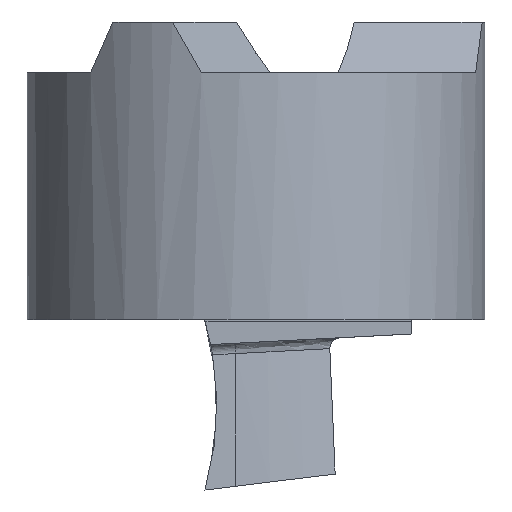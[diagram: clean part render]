
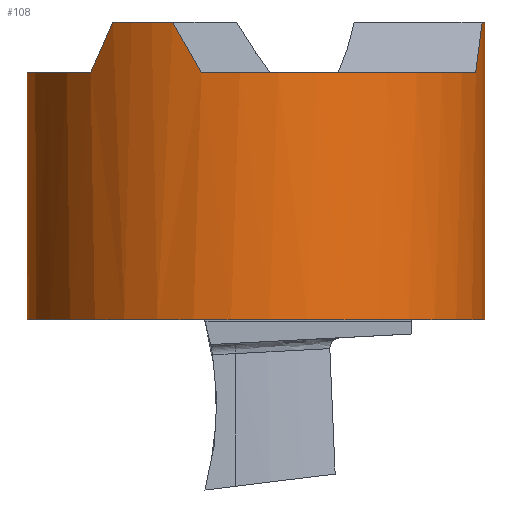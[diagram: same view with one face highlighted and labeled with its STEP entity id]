
A CAD part, left-side view. The second image highlights one B-rep face of the part: STEP entity #108.
In plain terms, the highlighted cylindrical face has radius 4.5 mm (diameter 9 mm), a partial arc.
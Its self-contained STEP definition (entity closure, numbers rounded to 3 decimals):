
#108=ADVANCED_FACE('',(#156),#135,.T.);
#135=CYLINDRICAL_SURFACE('',#879,4.5);
#156=FACE_OUTER_BOUND('',#199,.T.);
#199=EDGE_LOOP('',(#445,#446,#447,#448,#449,#450,#451,#452,#453,#454));
#259=LINE('',#1313,#324);
#260=LINE('',#1315,#325);
#324=VECTOR('',#1012,1.);
#325=VECTOR('',#1015,1.);
#445=ORIENTED_EDGE('',*,*,#716,.F.);
#446=ORIENTED_EDGE('',*,*,#709,.T.);
#447=ORIENTED_EDGE('',*,*,#715,.T.);
#448=ORIENTED_EDGE('',*,*,#671,.F.);
#449=ORIENTED_EDGE('',*,*,#682,.F.);
#450=ORIENTED_EDGE('',*,*,#702,.F.);
#451=ORIENTED_EDGE('',*,*,#691,.F.);
#452=ORIENTED_EDGE('',*,*,#676,.F.);
#453=ORIENTED_EDGE('',*,*,#694,.F.);
#454=ORIENTED_EDGE('',*,*,#704,.F.);
#594=VERTEX_POINT('',#1202);
#595=VERTEX_POINT('',#1204);
#596=VERTEX_POINT('',#1208);
#599=VERTEX_POINT('',#1213);
#604=VERTEX_POINT('',#1226);
#608=VERTEX_POINT('',#1250);
#610=VERTEX_POINT('',#1266);
#617=VERTEX_POINT('',#1292);
#620=VERTEX_POINT('',#1301);
#621=VERTEX_POINT('',#1303);
#671=EDGE_CURVE('',#594,#595,#769,.T.);
#676=EDGE_CURVE('',#599,#596,#771,.T.);
#682=EDGE_CURVE('',#604,#594,#797,.T.);
#691=EDGE_CURVE('',#596,#608,#801,.T.);
#694=EDGE_CURVE('',#610,#599,#803,.T.);
#702=EDGE_CURVE('',#608,#604,#774,.T.);
#704=EDGE_CURVE('',#617,#610,#775,.T.);
#709=EDGE_CURVE('',#621,#620,#778,.T.);
#715=EDGE_CURVE('',#620,#595,#259,.T.);
#716=EDGE_CURVE('',#621,#617,#260,.T.);
#769=CIRCLE('',#855,4.5);
#771=CIRCLE('',#858,4.5);
#774=CIRCLE('',#869,4.5);
#775=CIRCLE('',#871,4.5);
#778=CIRCLE('',#875,4.5);
#797=(
BOUNDED_CURVE()
B_SPLINE_CURVE(3,(#1227,#1228,#1229,#1230),.UNSPECIFIED.,.F.,.F.)
B_SPLINE_CURVE_WITH_KNOTS((4,4),(0.,1.),.UNSPECIFIED.)
CURVE()
GEOMETRIC_REPRESENTATION_ITEM()
RATIONAL_B_SPLINE_CURVE((1.,0.999,0.999,1.))
REPRESENTATION_ITEM('')
);
#801=(
BOUNDED_CURVE()
B_SPLINE_CURVE(3,(#1255,#1256,#1257,#1258),.UNSPECIFIED.,.F.,.F.)
B_SPLINE_CURVE_WITH_KNOTS((4,4),(0.,1.),.UNSPECIFIED.)
CURVE()
GEOMETRIC_REPRESENTATION_ITEM()
RATIONAL_B_SPLINE_CURVE((1.,0.999,0.999,1.))
REPRESENTATION_ITEM('')
);
#803=(
BOUNDED_CURVE()
B_SPLINE_CURVE(3,(#1267,#1268,#1269,#1270),.UNSPECIFIED.,.F.,.F.)
B_SPLINE_CURVE_WITH_KNOTS((4,4),(0.,1.),.UNSPECIFIED.)
CURVE()
GEOMETRIC_REPRESENTATION_ITEM()
RATIONAL_B_SPLINE_CURVE((1.,0.999,0.999,1.))
REPRESENTATION_ITEM('')
);
#855=AXIS2_PLACEMENT_3D('',#1203,#941,#942);
#858=AXIS2_PLACEMENT_3D('',#1214,#950,#951);
#869=AXIS2_PLACEMENT_3D('',#1289,#987,#988);
#871=AXIS2_PLACEMENT_3D('',#1293,#992,#993);
#875=AXIS2_PLACEMENT_3D('',#1302,#1002,#1003);
#879=AXIS2_PLACEMENT_3D('',#1316,#1016,#1017);
#941=DIRECTION('',(0.,0.,1.));
#942=DIRECTION('',(1.,0.,0.));
#950=DIRECTION('',(0.,0.,1.));
#951=DIRECTION('',(1.,0.,0.));
#987=DIRECTION('',(0.,0.,1.));
#988=DIRECTION('',(-1.,0.,0.));
#992=DIRECTION('',(0.,0.,1.));
#993=DIRECTION('',(-1.,0.,0.));
#1002=DIRECTION('',(0.,0.,1.));
#1003=DIRECTION('',(-1.,0.,0.));
#1012=DIRECTION('',(0.,0.,1.));
#1015=DIRECTION('',(0.,0.,1.));
#1016=DIRECTION('',(0.,0.,1.));
#1017=DIRECTION('',(1.,0.,0.));
#1202=CARTESIAN_POINT('',(-0.68,-4.448,1.));
#1203=CARTESIAN_POINT('',(0.,0.,1.));
#1204=CARTESIAN_POINT('',(0.,-4.5,1.));
#1208=CARTESIAN_POINT('',(-4.192,1.635,1.));
#1213=CARTESIAN_POINT('',(-3.512,2.813,1.));
#1214=CARTESIAN_POINT('',(0.,0.,1.));
#1226=CARTESIAN_POINT('',(-1.257,-4.321,0.));
#1227=CARTESIAN_POINT('',(-1.257,-4.321,0.));
#1228=CARTESIAN_POINT('',(-1.068,-4.376,0.328));
#1229=CARTESIAN_POINT('',(-0.875,-4.419,0.662));
#1230=CARTESIAN_POINT('',(-0.68,-4.448,1.));
#1250=CARTESIAN_POINT('',(-4.371,1.072,0.));
#1255=CARTESIAN_POINT('',(-4.192,1.635,1.));
#1256=CARTESIAN_POINT('',(-4.264,1.452,0.662));
#1257=CARTESIAN_POINT('',(-4.324,1.263,0.328));
#1258=CARTESIAN_POINT('',(-4.371,1.072,0.));
#1266=CARTESIAN_POINT('',(-3.113,3.249,0.));
#1267=CARTESIAN_POINT('',(-3.113,3.249,0.));
#1268=CARTESIAN_POINT('',(-3.256,3.113,0.328));
#1269=CARTESIAN_POINT('',(-3.389,2.967,0.662));
#1270=CARTESIAN_POINT('',(-3.512,2.813,1.));
#1289=CARTESIAN_POINT('',(0.,0.,0.));
#1292=CARTESIAN_POINT('',(2.364,3.829,0.));
#1293=CARTESIAN_POINT('',(0.,0.,0.));
#1301=CARTESIAN_POINT('',(0.,-4.5,-4.85));
#1302=CARTESIAN_POINT('',(0.,0.,-4.85));
#1303=CARTESIAN_POINT('',(2.364,3.829,-4.85));
#1313=CARTESIAN_POINT('',(0.,-4.5,-8.35));
#1315=CARTESIAN_POINT('',(2.364,3.829,-8.35));
#1316=CARTESIAN_POINT('',(0.,0.,-8.35));
